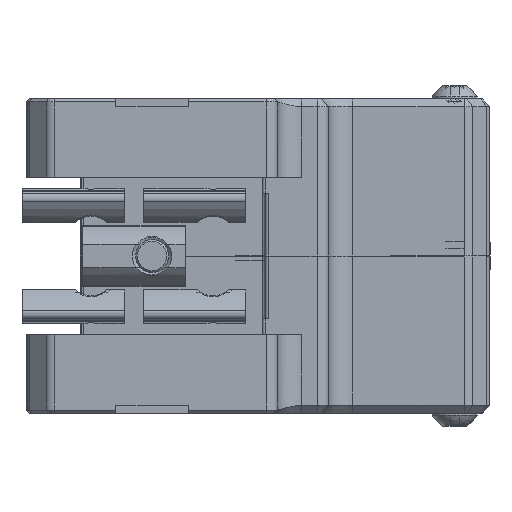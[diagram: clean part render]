
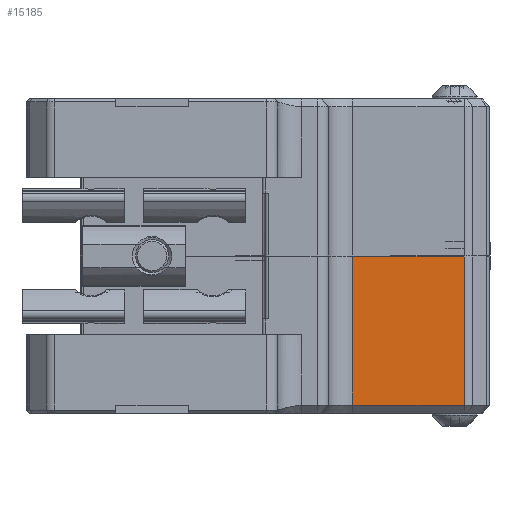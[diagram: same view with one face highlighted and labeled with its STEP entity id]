
A CAD part, left-side view. The second image highlights one B-rep face of the part: STEP entity #15185.
In plain terms, the highlighted planar face has unit normal (-1, 0, 0).
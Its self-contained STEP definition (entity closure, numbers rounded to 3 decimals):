
#965=PLANE('',#16813);
#1970=FACE_OUTER_BOUND('',#2925,.T.);
#2925=EDGE_LOOP('',(#12595,#12596,#12597,#12598,#12599));
#3644=LINE('',#27971,#4811);
#3886=LINE('',#29074,#5053);
#3887=LINE('',#29076,#5054);
#3888=LINE('',#29077,#5055);
#3889=LINE('',#29078,#5056);
#4811=VECTOR('',#19366,10.);
#5053=VECTOR('',#20104,10.);
#5054=VECTOR('',#20105,10.);
#5055=VECTOR('',#20106,10.);
#5056=VECTOR('',#20107,10.);
#7045=VERTEX_POINT('',#27968);
#7046=VERTEX_POINT('',#27970);
#7343=VERTEX_POINT('',#29069);
#7344=VERTEX_POINT('',#29073);
#7345=VERTEX_POINT('',#29075);
#8797=EDGE_CURVE('',#7045,#7046,#3644,.T.);
#9206=EDGE_CURVE('',#7343,#7344,#3886,.T.);
#9207=EDGE_CURVE('',#7345,#7343,#3887,.T.);
#9208=EDGE_CURVE('',#7345,#7046,#3888,.T.);
#9209=EDGE_CURVE('',#7344,#7045,#3889,.T.);
#12595=ORIENTED_EDGE('',*,*,#9206,.F.);
#12596=ORIENTED_EDGE('',*,*,#9207,.F.);
#12597=ORIENTED_EDGE('',*,*,#9208,.T.);
#12598=ORIENTED_EDGE('',*,*,#8797,.F.);
#12599=ORIENTED_EDGE('',*,*,#9209,.F.);
#15185=ADVANCED_FACE('',(#1970),#965,.T.);
#16813=AXIS2_PLACEMENT_3D('',#29072,#20102,#20103);
#19366=DIRECTION('',(0.,-1.,0.));
#20102=DIRECTION('center_axis',(-1.,0.,0.));
#20103=DIRECTION('ref_axis',(0.,1.,0.));
#20104=DIRECTION('',(0.,0.,1.));
#20105=DIRECTION('',(0.,1.,0.));
#20106=DIRECTION('',(0.,0.,1.));
#20107=DIRECTION('',(0.,0.,1.));
#27968=CARTESIAN_POINT('',(100.3,18.5,38.));
#27970=CARTESIAN_POINT('',(100.3,4.257,38.));
#27971=CARTESIAN_POINT('',(100.3,26.1,38.));
#29069=CARTESIAN_POINT('',(100.3,18.502,19.));
#29072=CARTESIAN_POINT('Origin',(100.3,5.,28.));
#29073=CARTESIAN_POINT('',(100.3,18.501,22.));
#29074=CARTESIAN_POINT('',(100.3,18.502,21.998));
#29075=CARTESIAN_POINT('',(100.3,4.257,19.));
#29076=CARTESIAN_POINT('',(100.3,17.5,19.));
#29077=CARTESIAN_POINT('',(100.3,4.257,23.5));
#29078=CARTESIAN_POINT('',(100.3,18.5,53.));
